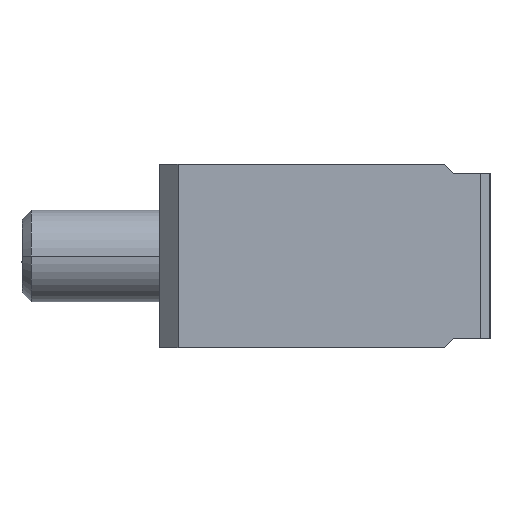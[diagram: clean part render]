
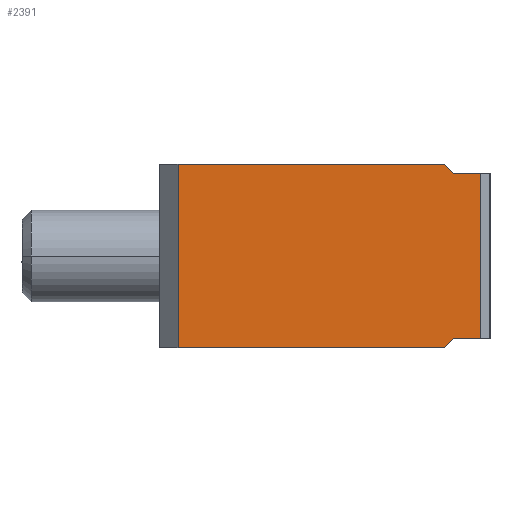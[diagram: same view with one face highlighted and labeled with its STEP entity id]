
A CAD part, left-side view. The second image highlights one B-rep face of the part: STEP entity #2391.
In plain terms, the highlighted planar face has unit normal (-1, 0, 0).
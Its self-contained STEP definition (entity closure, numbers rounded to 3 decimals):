
#2341=AXIS2_PLACEMENT_3D('Plane Axis2P3D',#2338,#2339,#2340) ;
#1873=CARTESIAN_POINT('Vertex',(-47.,45.,94.)) ;
#1876=CARTESIAN_POINT('Line Origine',(-47.,45.,104.)) ;
#1880=CARTESIAN_POINT('Vertex',(-47.,45.,114.)) ;
#2309=CARTESIAN_POINT('Vertex',(-47.,12.,95.)) ;
#2316=CARTESIAN_POINT('Vertex',(-47.,12.,113.)) ;
#2319=CARTESIAN_POINT('Line Origine',(-47.,12.,104.)) ;
#2338=CARTESIAN_POINT('Axis2P3D Location',(-47.,45.,0.)) ;
#2343=CARTESIAN_POINT('Line Origine',(-47.,13.5,113.)) ;
#2347=CARTESIAN_POINT('Vertex',(-47.,15.,113.)) ;
#2350=CARTESIAN_POINT('Line Origine',(-47.,15.5,113.5)) ;
#2354=CARTESIAN_POINT('Vertex',(-47.,16.,114.)) ;
#2357=CARTESIAN_POINT('Line Origine',(-47.,30.5,114.)) ;
#2362=CARTESIAN_POINT('Line Origine',(-47.,30.5,94.)) ;
#2366=CARTESIAN_POINT('Vertex',(-47.,16.,94.)) ;
#2369=CARTESIAN_POINT('Line Origine',(-47.,15.5,94.5)) ;
#2373=CARTESIAN_POINT('Vertex',(-47.,15.,95.)) ;
#2376=CARTESIAN_POINT('Line Origine',(-47.,13.5,95.)) ;
#1877=DIRECTION('Vector Direction',(0.,0.,1.)) ;
#2320=DIRECTION('Vector Direction',(0.,0.,1.)) ;
#2339=DIRECTION('Axis2P3D Direction',(-1.,0.,0.)) ;
#2340=DIRECTION('Axis2P3D XDirection',(0.,-1.,0.)) ;
#2344=DIRECTION('Vector Direction',(0.,1.,0.)) ;
#2351=DIRECTION('Vector Direction',(0.,-0.707,-0.707)) ;
#2358=DIRECTION('Vector Direction',(0.,-1.,0.)) ;
#2363=DIRECTION('Vector Direction',(0.,-1.,0.)) ;
#2370=DIRECTION('Vector Direction',(0.,-0.707,0.707)) ;
#2377=DIRECTION('Vector Direction',(0.,1.,0.)) ;
#1878=VECTOR('Line Direction',#1877,1.) ;
#2321=VECTOR('Line Direction',#2320,1.) ;
#2345=VECTOR('Line Direction',#2344,1.) ;
#2352=VECTOR('Line Direction',#2351,1.) ;
#2359=VECTOR('Line Direction',#2358,1.) ;
#2364=VECTOR('Line Direction',#2363,1.) ;
#2371=VECTOR('Line Direction',#2370,1.) ;
#2378=VECTOR('Line Direction',#2377,1.) ;
#2382=ORIENTED_EDGE('',*,*,#2323,.T.) ;
#2383=ORIENTED_EDGE('',*,*,#2349,.T.) ;
#2384=ORIENTED_EDGE('',*,*,#2356,.F.) ;
#2385=ORIENTED_EDGE('',*,*,#2361,.F.) ;
#2386=ORIENTED_EDGE('',*,*,#1882,.F.) ;
#2387=ORIENTED_EDGE('',*,*,#2368,.T.) ;
#2388=ORIENTED_EDGE('',*,*,#2375,.T.) ;
#2389=ORIENTED_EDGE('',*,*,#2380,.F.) ;
#2391=ADVANCED_FACE('Terminali anteriori per cavi FCCuAl superiori',(#2390),#2342,.T.) ;
#1882=EDGE_CURVE('',#1874,#1881,#1879,.T.) ;
#2323=EDGE_CURVE('',#2310,#2317,#2322,.T.) ;
#2349=EDGE_CURVE('',#2317,#2348,#2346,.T.) ;
#2356=EDGE_CURVE('',#2355,#2348,#2353,.T.) ;
#2361=EDGE_CURVE('',#1881,#2355,#2360,.T.) ;
#2368=EDGE_CURVE('',#1874,#2367,#2365,.T.) ;
#2375=EDGE_CURVE('',#2367,#2374,#2372,.T.) ;
#2380=EDGE_CURVE('',#2310,#2374,#2379,.T.) ;
#2381=EDGE_LOOP('',(#2382,#2383,#2384,#2385,#2386,#2387,#2388,#2389)) ;
#2390=FACE_OUTER_BOUND('',#2381,.T.) ;
#1879=LINE('Line',#1876,#1878) ;
#2322=LINE('Line',#2319,#2321) ;
#2346=LINE('Line',#2343,#2345) ;
#2353=LINE('Line',#2350,#2352) ;
#2360=LINE('Line',#2357,#2359) ;
#2365=LINE('Line',#2362,#2364) ;
#2372=LINE('Line',#2369,#2371) ;
#2379=LINE('Line',#2376,#2378) ;
#2342=PLANE('',#2341) ;
#1874=VERTEX_POINT('',#1873) ;
#1881=VERTEX_POINT('',#1880) ;
#2310=VERTEX_POINT('',#2309) ;
#2317=VERTEX_POINT('',#2316) ;
#2348=VERTEX_POINT('',#2347) ;
#2355=VERTEX_POINT('',#2354) ;
#2367=VERTEX_POINT('',#2366) ;
#2374=VERTEX_POINT('',#2373) ;
